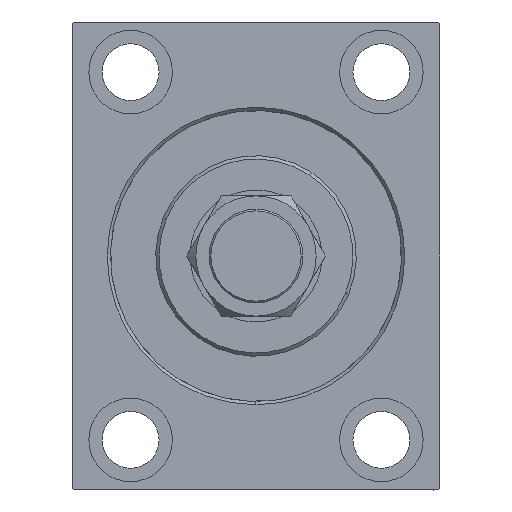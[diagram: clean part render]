
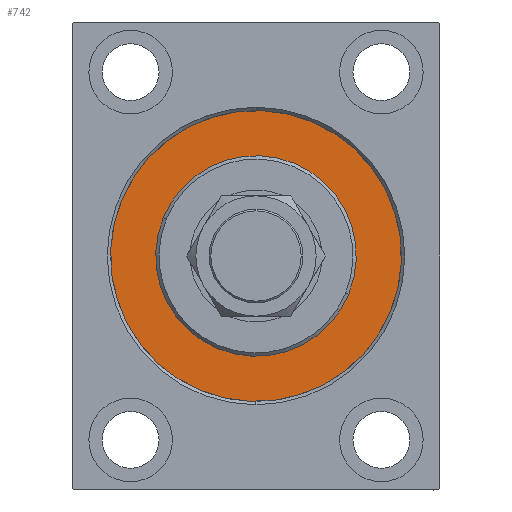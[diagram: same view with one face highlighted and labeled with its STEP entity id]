
A CAD part, left-side view. The second image highlights one B-rep face of the part: STEP entity #742.
In plain terms, the highlighted face is planar.
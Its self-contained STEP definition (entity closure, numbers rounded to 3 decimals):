
#742 = ADVANCED_FACE ( 'NONE', ( #28919, #11330 ), #15262, .F. ) ;
#1514 = AXIS2_PLACEMENT_3D ( 'NONE', #34098, #41493, #44722 ) ;
#1890 = VERTEX_POINT ( 'NONE', #39824 ) ;
#3086 = CARTESIAN_POINT ( 'NONE',  ( 0., 0., -30. ) ) ;
#3091 = ORIENTED_EDGE ( 'NONE', *, *, #29364, .F. ) ;
#4140 = DIRECTION ( 'NONE',  ( 0., 0., 1. ) ) ;
#4394 = DIRECTION ( 'NONE',  ( 0., 0., 1. ) ) ;
#4493 = DIRECTION ( 'NONE',  ( 0., 0., 1. ) ) ;
#4520 = CIRCLE ( 'NONE', #11181, 30. ) ;
#8134 = VERTEX_POINT ( 'NONE', #37716 ) ;
#8257 = EDGE_LOOP ( 'NONE', ( #19969, #23925 ) ) ;
#8480 = AXIS2_PLACEMENT_3D ( 'NONE', #21980, #36077, #4394 ) ;
#8921 = VERTEX_POINT ( 'NONE', #3086 ) ;
#9950 = EDGE_CURVE ( 'NONE', #8134, #23072, #24496, .T. ) ;
#11181 = AXIS2_PLACEMENT_3D ( 'NONE', #15127, #11881, #43109 ) ;
#11330 = FACE_OUTER_BOUND ( 'NONE', #27899, .T. ) ;
#11881 = DIRECTION ( 'NONE',  ( 1., 0., 0. ) ) ;
#12387 = EDGE_CURVE ( 'NONE', #1890, #8921, #26657, .T. ) ;
#14597 = EDGE_CURVE ( 'NONE', #8921, #1890, #4520, .T. ) ;
#15127 = CARTESIAN_POINT ( 'NONE',  ( 0., 0., 0. ) ) ;
#15262 = PLANE ( 'NONE',  #8480 ) ;
#18152 = CARTESIAN_POINT ( 'NONE',  ( 0., 0., 0. ) ) ;
#19969 = ORIENTED_EDGE ( 'NONE', *, *, #12387, .F. ) ;
#20828 = DIRECTION ( 'NONE',  ( -1., 0., 0. ) ) ;
#21825 = AXIS2_PLACEMENT_3D ( 'NONE', #18152, #35954, #4493 ) ;
#21980 = CARTESIAN_POINT ( 'NONE',  ( 0., 0., 0. ) ) ;
#23072 = VERTEX_POINT ( 'NONE', #30028 ) ;
#23925 = ORIENTED_EDGE ( 'NONE', *, *, #14597, .F. ) ;
#24496 = CIRCLE ( 'NONE', #45130, 43.5 ) ;
#26657 = CIRCLE ( 'NONE', #1514, 30. ) ;
#27899 = EDGE_LOOP ( 'NONE', ( #3091, #30825 ) ) ;
#28919 = FACE_BOUND ( 'NONE', #8257, .T. ) ;
#29364 = EDGE_CURVE ( 'NONE', #23072, #8134, #29945, .T. ) ;
#29945 = CIRCLE ( 'NONE', #21825, 43.5 ) ;
#30028 = CARTESIAN_POINT ( 'NONE',  ( 0., 0., -43.5 ) ) ;
#30825 = ORIENTED_EDGE ( 'NONE', *, *, #9950, .F. ) ;
#32134 = CARTESIAN_POINT ( 'NONE',  ( 0., 0., 0. ) ) ;
#34098 = CARTESIAN_POINT ( 'NONE',  ( 0., 0., 0. ) ) ;
#35954 = DIRECTION ( 'NONE',  ( -1., 0., 0. ) ) ;
#36077 = DIRECTION ( 'NONE',  ( -1., 0., 0. ) ) ;
#37716 = CARTESIAN_POINT ( 'NONE',  ( 0., 0., 43.5 ) ) ;
#39824 = CARTESIAN_POINT ( 'NONE',  ( 0., 0., 30. ) ) ;
#41493 = DIRECTION ( 'NONE',  ( 1., 0., 0. ) ) ;
#43109 = DIRECTION ( 'NONE',  ( 0., 0., -1. ) ) ;
#44722 = DIRECTION ( 'NONE',  ( 0., 0., -1. ) ) ;
#45130 = AXIS2_PLACEMENT_3D ( 'NONE', #32134, #20828, #4140 ) ;
